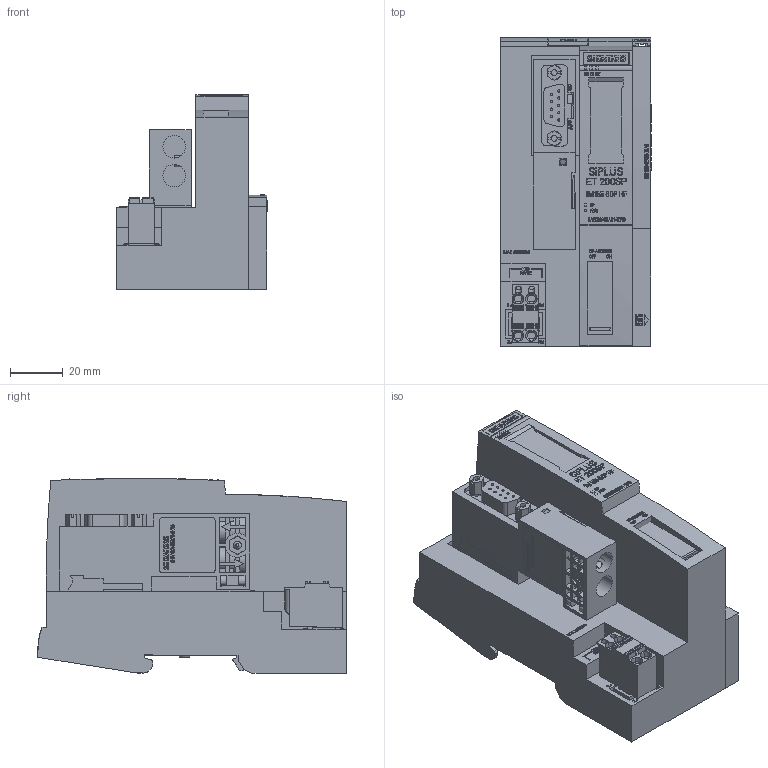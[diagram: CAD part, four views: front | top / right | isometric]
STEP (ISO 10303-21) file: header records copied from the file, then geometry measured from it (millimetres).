
FILE_DESCRIPTION(/* description */ (''),/* implementation_level */ '2;1');
FILE_NAME(/* name */ '6AG1155-6BA01-7CN0_3d.stp',/* time_stamp */ '2025-01-02T14:45:06+08:00',/* author */ (''),/* organization */ (''),/* preprocessor_version */ 'ST-DEVELOPER v18.101',/* originating_system */ 'SIEMENS PLM Software NX 2008',/* authorisation */ '');
FILE_SCHEMA (('AUTOMOTIVE_DESIGN { 1 0 10303 214 3 1 1 1 }'));
Products named in the file (11): A5E30784553A_RS-AA_002_1-labeling; A5E30784550A_RS-AA_002_1-box; A5E54280792A_RS-AA_001_2-labeling; A5E30911135A_RS-AA_002_1-box; A5E30584982A_RS-AA_005_1-powersupply-connector; A5E32167387A_RS-AA_002_1-cover; A5E54281475A_RS-AA_001_2-labeling; A5E32166348A_RS-AA_002_1-box-50mm-3-2; A5E30784554A_RS-AA_002_3-CAx_6ES79720BB700XA0; A5E54280800A_RS-AA_001_2-CAx_6AG11936PA007AA0; A5E54281388A_RS-AA_001_2-CAx_6AG11556BA017CN0
Assembly tree (10 placements, depth 3):
  A5E54281388A_RS-AA_001_2-CAx_6AG11556BA017CN0
    A5E32166348A_RS-AA_002_1-box-50mm-3-2
    A5E54281475A_RS-AA_001_2-labeling
    A5E32167387A_RS-AA_002_1-cover
    A5E30584982A_RS-AA_005_1-powersupply-connector
    A5E54280800A_RS-AA_001_2-CAx_6AG11936PA007AA0
      A5E30911135A_RS-AA_002_1-box
      A5E54280792A_RS-AA_001_2-labeling
    A5E30784554A_RS-AA_002_3-CAx_6ES79720BB700XA0
      A5E30784550A_RS-AA_002_1-box
      A5E30784553A_RS-AA_002_1-labeling
Bounding box: 57.1 x 117.14 x 74.01 mm (x, y, z)
Volume: 274327.5 mm3; surface area: 85437.1 mm2
Topology: 191 solids, 199 shells, 4365 faces, 11237 edges, 7464 vertices
Faces by surface type: plane 3551, extrusion 459, cylinder 343, cone 11, sphere 1
Full cylindrical faces by diameter (mm): 0.7 x5, 0.8 x4, 0.9 x9, 1.2 x9, 1.4 x2, 2.22 x2, 2.62 x2, 2.8 x2, 3 x4, 3.3 x2, 4.3 x3, 5.1 x6, 5.5 x4, 6.1 x1, 6.5 x1, 8.599 x2
Entity records: 185934 total; most frequent: CARTESIAN_POINT 51136, ORIENTED_EDGE 22202, DIRECTION 19339, EDGE_CURVE 11101, VECTOR 9631, LINE 9172, VERTEX_POINT 7430, EDGE_LOOP 4955
